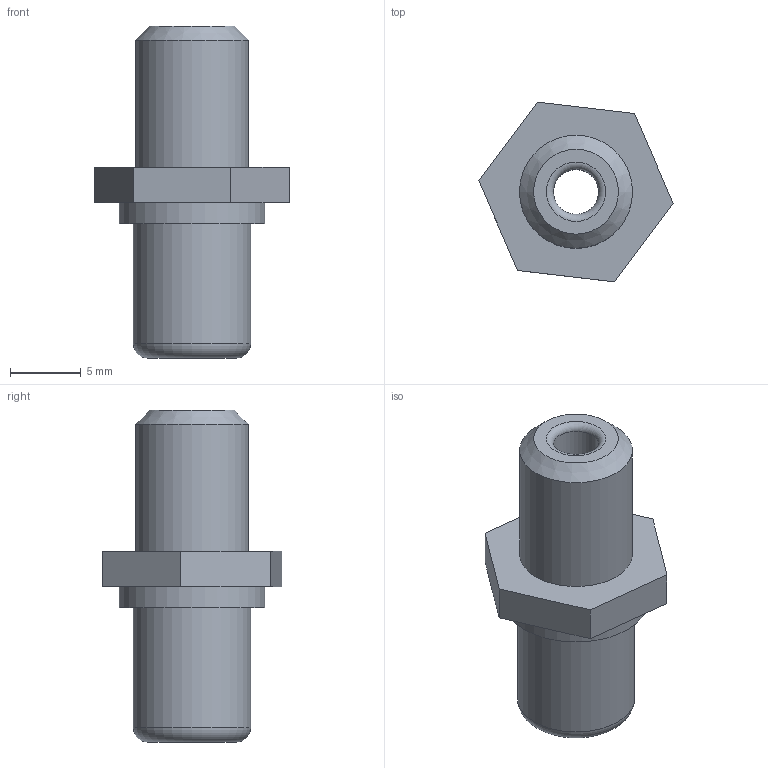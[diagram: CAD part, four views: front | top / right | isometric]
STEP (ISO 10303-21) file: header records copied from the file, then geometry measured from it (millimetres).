
FILE_DESCRIPTION(/* description */ (''),/* implementation_level */ '2;1');
FILE_NAME(/* name */ 'RCA Jack.stp',/* time_stamp */ '2014-11-26T07:48:15+02:00',/* author */ ('DRDEATH'),/* organization */ (''),/* preprocessor_version */ 'ST-DEVELOPER v15.2',/* originating_system */ 'Autodesk Inventor 2014',/* authorisation */ '');
FILE_SCHEMA (('AUTOMOTIVE_DESIGN { 1 0 10303 214 3 1 1 }'));
Length unit declared in the file: millimetre
Products named in the file (1): rca jack
Bounding box: 13.76 x 12.72 x 23.5 mm (x, y, z)
Volume: 1246.5 mm3; surface area: 1089.3 mm2
Topology: 1 solids, 1 shells, 19 faces, 38 edges, 24 vertices
Faces by surface type: plane 11, cylinder 4, torus 3, cone 1
Full cylindrical faces by diameter (mm): 3.2 x1, 8 x1, 8.3 x1, 10.3 x1
Entity records: 513 total; most frequent: DIRECTION 82, CARTESIAN_POINT 74, ORIENTED_EDGE 60, EDGE_LOOP 32, AXIS2_PLACEMENT_3D 32, EDGE_CURVE 30, VERTEX_POINT 24, ADVANCED_FACE 19
